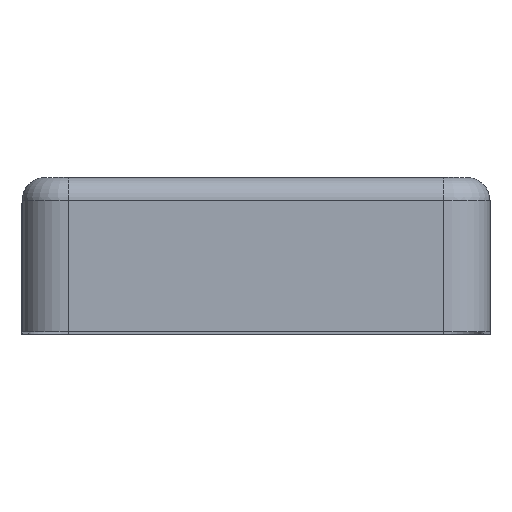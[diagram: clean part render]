
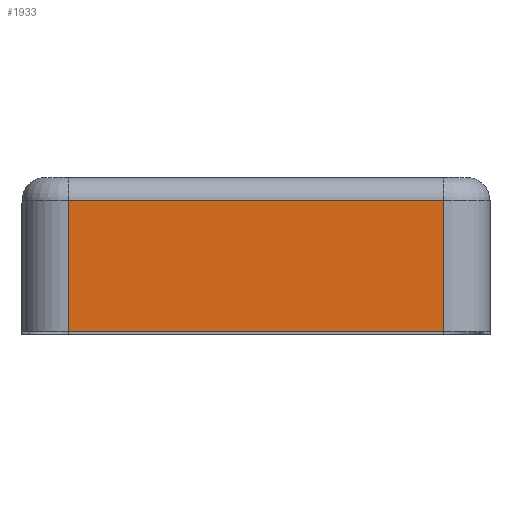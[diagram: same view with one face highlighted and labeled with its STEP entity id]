
A CAD part, top view. The second image highlights one B-rep face of the part: STEP entity #1933.
In plain terms, the highlighted planar face has unit normal (0, 0, 1).
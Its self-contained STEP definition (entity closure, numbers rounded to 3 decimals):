
#106 = CARTESIAN_POINT ( 'NONE',  ( -8.15, -6.7, 32.15 ) ) ;
#174 = DIRECTION ( 'NONE',  ( 1., 0., 0. ) ) ;
#238 = CARTESIAN_POINT ( 'NONE',  ( -8.15, 0., 32.15 ) ) ;
#428 = LINE ( 'NONE', #106, #2968 ) ;
#436 = EDGE_CURVE ( 'NONE', #2889, #1810, #1352, .T. ) ;
#438 = EDGE_CURVE ( 'NONE', #1723, #2362, #1616, .T. ) ;
#456 = CARTESIAN_POINT ( 'NONE',  ( -8.15, -1., 32.15 ) ) ;
#510 = DIRECTION ( 'NONE',  ( 1., 0., 0. ) ) ;
#539 = DIRECTION ( 'NONE',  ( 1., 0., 0. ) ) ;
#711 = EDGE_LOOP ( 'NONE', ( #2446, #2768, #1028, #2814 ) ) ;
#752 = FACE_OUTER_BOUND ( 'NONE', #711, .T. ) ;
#892 = CARTESIAN_POINT ( 'NONE',  ( 8.15, 0., 32.15 ) ) ;
#1028 = ORIENTED_EDGE ( 'NONE', *, *, #1118, .F. ) ;
#1076 = CARTESIAN_POINT ( 'NONE',  ( -8.15, 0., 32.15 ) ) ;
#1118 = EDGE_CURVE ( 'NONE', #2889, #1723, #3140, .T. ) ;
#1142 = VECTOR ( 'NONE', #2659, 1000. ) ;
#1295 = DIRECTION ( 'NONE',  ( 0., 0., 1. ) ) ;
#1339 = CARTESIAN_POINT ( 'NONE',  ( -8.15, -1., 32.15 ) ) ;
#1352 = LINE ( 'NONE', #1076, #1758 ) ;
#1512 = AXIS2_PLACEMENT_3D ( 'NONE', #238, #1295, #510 ) ;
#1616 = LINE ( 'NONE', #892, #1142 ) ;
#1714 = DIRECTION ( 'NONE',  ( 0., -1., 0. ) ) ;
#1723 = VERTEX_POINT ( 'NONE', #1736 ) ;
#1736 = CARTESIAN_POINT ( 'NONE',  ( 8.15, -1., 32.15 ) ) ;
#1758 = VECTOR ( 'NONE', #1714, 1000. ) ;
#1810 = VERTEX_POINT ( 'NONE', #2815 ) ;
#1819 = EDGE_CURVE ( 'NONE', #1810, #2362, #428, .T. ) ;
#1933 = ADVANCED_FACE ( 'NONE', ( #752 ), #2614, .T. ) ;
#2362 = VERTEX_POINT ( 'NONE', #2365 ) ;
#2365 = CARTESIAN_POINT ( 'NONE',  ( 8.15, -6.7, 32.15 ) ) ;
#2446 = ORIENTED_EDGE ( 'NONE', *, *, #1819, .T. ) ;
#2614 = PLANE ( 'NONE',  #1512 ) ;
#2659 = DIRECTION ( 'NONE',  ( 0., -1., 0. ) ) ;
#2768 = ORIENTED_EDGE ( 'NONE', *, *, #438, .F. ) ;
#2814 = ORIENTED_EDGE ( 'NONE', *, *, #436, .T. ) ;
#2815 = CARTESIAN_POINT ( 'NONE',  ( -8.15, -6.7, 32.15 ) ) ;
#2889 = VERTEX_POINT ( 'NONE', #456 ) ;
#2968 = VECTOR ( 'NONE', #174, 1000. ) ;
#3140 = LINE ( 'NONE', #1339, #3281 ) ;
#3281 = VECTOR ( 'NONE', #539, 1000. ) ;
